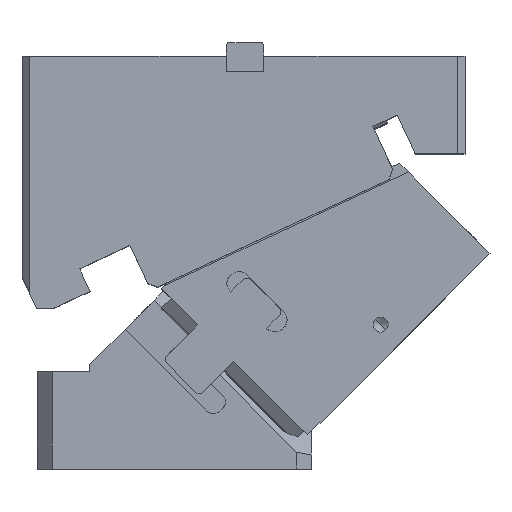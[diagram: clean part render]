
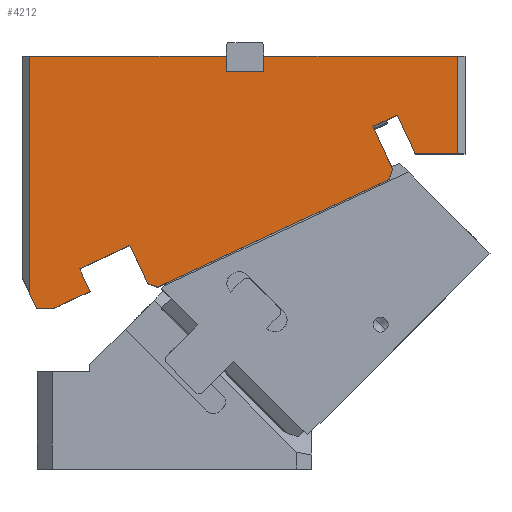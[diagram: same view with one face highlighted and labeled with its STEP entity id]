
A CAD part, top view. The second image highlights one B-rep face of the part: STEP entity #4212.
In plain terms, the highlighted planar face has unit normal (0, 0, 1).
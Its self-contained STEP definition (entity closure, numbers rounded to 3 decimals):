
#124=CARTESIAN_POINT('Vertex',(-255.,200.,55.)) ;
#127=CARTESIAN_POINT('Line Origine',(-189.5,200.,55.)) ;
#131=CARTESIAN_POINT('Vertex',(-124.,200.,55.)) ;
#380=CARTESIAN_POINT('Line Origine',(-124.,195.,55.)) ;
#384=CARTESIAN_POINT('Vertex',(-124.,190.,55.)) ;
#415=CARTESIAN_POINT('Vertex',(-255.,42.303,55.)) ;
#418=CARTESIAN_POINT('Line Origine',(-255.,121.152,55.)) ;
#825=CARTESIAN_POINT('Line Origine',(-111.5,190.,55.)) ;
#829=CARTESIAN_POINT('Vertex',(-99.,190.,55.)) ;
#849=CARTESIAN_POINT('Line Origine',(-99.,195.,55.)) ;
#853=CARTESIAN_POINT('Vertex',(-99.,200.,55.)) ;
#920=CARTESIAN_POINT('Vertex',(-250.196,32.,55.)) ;
#923=CARTESIAN_POINT('Line Origine',(-252.598,37.152,55.)) ;
#1025=CARTESIAN_POINT('Vertex',(-238.976,32.,55.)) ;
#1028=CARTESIAN_POINT('Line Origine',(-244.586,32.,55.)) ;
#1052=CARTESIAN_POINT('Vertex',(-214.658,43.34,55.)) ;
#1055=CARTESIAN_POINT('Line Origine',(-226.817,37.67,55.)) ;
#1113=CARTESIAN_POINT('Line Origine',(-218.143,50.812,55.)) ;
#1117=CARTESIAN_POINT('Vertex',(-221.627,58.283,55.)) ;
#1160=CARTESIAN_POINT('Line Origine',(-18.285,156.978,55.)) ;
#1164=CARTESIAN_POINT('Vertex',(-26.442,153.174,55.)) ;
#1166=CARTESIAN_POINT('Vertex',(-10.128,160.781,55.)) ;
#1264=CARTESIAN_POINT('Line Origine',(-4.117,147.891,55.)) ;
#1268=CARTESIAN_POINT('Vertex',(1.894,135.,55.)) ;
#1308=CARTESIAN_POINT('Vertex',(30.,135.,55.)) ;
#1311=CARTESIAN_POINT('Line Origine',(15.947,135.,55.)) ;
#1491=CARTESIAN_POINT('Vertex',(30.,200.,55.)) ;
#1494=CARTESIAN_POINT('Line Origine',(30.,167.5,55.)) ;
#1518=CARTESIAN_POINT('Line Origine',(-34.5,200.,55.)) ;
#4051=CARTESIAN_POINT('Vertex',(-169.62,46.136,55.)) ;
#4081=CARTESIAN_POINT('Vertex',(-15.548,117.981,55.)) ;
#4084=CARTESIAN_POINT('Line Origine',(-92.584,82.058,55.)) ;
#4140=CARTESIAN_POINT('Axis2P3D Location',(35.,200.,55.)) ;
#4146=CARTESIAN_POINT('Control Point',(-15.5,118.114,55.)) ;
#4147=CARTESIAN_POINT('Control Point',(-15.548,117.981,55.)) ;
#4148=CARTESIAN_POINT('Vertex',(-15.5,118.114,55.)) ;
#4151=CARTESIAN_POINT('Line Origine',(-14.314,121.369,55.)) ;
#4155=CARTESIAN_POINT('Vertex',(-13.129,124.625,55.)) ;
#4158=CARTESIAN_POINT('Line Origine',(-19.786,138.9,55.)) ;
#4163=CARTESIAN_POINT('Line Origine',(-204.86,66.102,55.)) ;
#4167=CARTESIAN_POINT('Vertex',(-188.093,73.92,55.)) ;
#4170=CARTESIAN_POINT('Line Origine',(-182.179,61.237,55.)) ;
#4174=CARTESIAN_POINT('Vertex',(-176.265,48.554,55.)) ;
#4177=CARTESIAN_POINT('Line Origine',(-173.009,47.369,55.)) ;
#4181=CARTESIAN_POINT('Vertex',(-169.753,46.184,55.)) ;
#4185=CARTESIAN_POINT('Control Point',(-169.62,46.136,55.)) ;
#4186=CARTESIAN_POINT('Control Point',(-169.753,46.184,55.)) ;
#128=DIRECTION('Vector Direction',(-1.,0.,0.)) ;
#381=DIRECTION('Vector Direction',(0.,1.,0.)) ;
#419=DIRECTION('Vector Direction',(0.,-1.,0.)) ;
#826=DIRECTION('Vector Direction',(1.,0.,0.)) ;
#850=DIRECTION('Vector Direction',(0.,1.,0.)) ;
#924=DIRECTION('Vector Direction',(0.423,-0.906,0.)) ;
#1029=DIRECTION('Vector Direction',(1.,0.,0.)) ;
#1056=DIRECTION('Vector Direction',(-0.906,-0.423,0.)) ;
#1114=DIRECTION('Vector Direction',(-0.423,0.906,0.)) ;
#1161=DIRECTION('Vector Direction',(0.906,0.423,0.)) ;
#1265=DIRECTION('Vector Direction',(0.423,-0.906,0.)) ;
#1312=DIRECTION('Vector Direction',(1.,0.,0.)) ;
#1495=DIRECTION('Vector Direction',(0.,1.,0.)) ;
#1519=DIRECTION('Vector Direction',(-1.,0.,0.)) ;
#4085=DIRECTION('Vector Direction',(0.906,0.423,0.)) ;
#4141=DIRECTION('Axis2P3D Direction',(0.,0.,1.)) ;
#4142=DIRECTION('Axis2P3D XDirection',(1.,0.,0.)) ;
#4152=DIRECTION('Vector Direction',(0.342,0.94,0.)) ;
#4159=DIRECTION('Vector Direction',(-0.423,0.906,0.)) ;
#4164=DIRECTION('Vector Direction',(-0.906,-0.423,0.)) ;
#4171=DIRECTION('Vector Direction',(-0.423,0.906,0.)) ;
#4178=DIRECTION('Vector Direction',(0.94,-0.342,0.)) ;
#4143=AXIS2_PLACEMENT_3D('Plane Axis2P3D',#4140,#4141,#4142) ;
#4189=ORIENTED_EDGE('',*,*,#4088,.T.) ;
#4190=ORIENTED_EDGE('',*,*,#4150,.F.) ;
#4191=ORIENTED_EDGE('',*,*,#4157,.T.) ;
#4192=ORIENTED_EDGE('',*,*,#4162,.T.) ;
#4193=ORIENTED_EDGE('',*,*,#1168,.T.) ;
#4194=ORIENTED_EDGE('',*,*,#1270,.T.) ;
#4195=ORIENTED_EDGE('',*,*,#1315,.T.) ;
#4196=ORIENTED_EDGE('',*,*,#1498,.T.) ;
#4197=ORIENTED_EDGE('',*,*,#1522,.T.) ;
#4198=ORIENTED_EDGE('',*,*,#855,.F.) ;
#4199=ORIENTED_EDGE('',*,*,#831,.F.) ;
#4200=ORIENTED_EDGE('',*,*,#386,.T.) ;
#4201=ORIENTED_EDGE('',*,*,#133,.T.) ;
#4202=ORIENTED_EDGE('',*,*,#422,.T.) ;
#4203=ORIENTED_EDGE('',*,*,#927,.T.) ;
#4204=ORIENTED_EDGE('',*,*,#1032,.T.) ;
#4205=ORIENTED_EDGE('',*,*,#1059,.T.) ;
#4206=ORIENTED_EDGE('',*,*,#1119,.T.) ;
#4207=ORIENTED_EDGE('',*,*,#4169,.F.) ;
#4208=ORIENTED_EDGE('',*,*,#4176,.T.) ;
#4209=ORIENTED_EDGE('',*,*,#4183,.T.) ;
#4210=ORIENTED_EDGE('',*,*,#4187,.F.) ;
#129=VECTOR('Line Direction',#128,1.) ;
#382=VECTOR('Line Direction',#381,1.) ;
#420=VECTOR('Line Direction',#419,1.) ;
#827=VECTOR('Line Direction',#826,1.) ;
#851=VECTOR('Line Direction',#850,1.) ;
#925=VECTOR('Line Direction',#924,1.) ;
#1030=VECTOR('Line Direction',#1029,1.) ;
#1057=VECTOR('Line Direction',#1056,1.) ;
#1115=VECTOR('Line Direction',#1114,1.) ;
#1162=VECTOR('Line Direction',#1161,1.) ;
#1266=VECTOR('Line Direction',#1265,1.) ;
#1313=VECTOR('Line Direction',#1312,1.) ;
#1496=VECTOR('Line Direction',#1495,1.) ;
#1520=VECTOR('Line Direction',#1519,1.) ;
#4086=VECTOR('Line Direction',#4085,1.) ;
#4153=VECTOR('Line Direction',#4152,1.) ;
#4160=VECTOR('Line Direction',#4159,1.) ;
#4165=VECTOR('Line Direction',#4164,1.) ;
#4172=VECTOR('Line Direction',#4171,1.) ;
#4179=VECTOR('Line Direction',#4178,1.) ;
#4212=ADVANCED_FACE('CAM HOLDER',(#4211),#4144,.T.) ;
#4145=B_SPLINE_CURVE_WITH_KNOTS('',1,(#4146,#4147),.UNSPECIFIED.,.F.,.U.,(2,2),(0.,0.141),.UNSPECIFIED.) ;
#4184=B_SPLINE_CURVE_WITH_KNOTS('',1,(#4185,#4186),.UNSPECIFIED.,.F.,.U.,(2,2),(0.,0.141),.UNSPECIFIED.) ;
#133=EDGE_CURVE('',#132,#125,#130,.T.) ;
#386=EDGE_CURVE('',#385,#132,#383,.T.) ;
#422=EDGE_CURVE('',#125,#416,#421,.T.) ;
#831=EDGE_CURVE('',#385,#830,#828,.T.) ;
#855=EDGE_CURVE('',#830,#854,#852,.T.) ;
#927=EDGE_CURVE('',#416,#921,#926,.T.) ;
#1032=EDGE_CURVE('',#921,#1026,#1031,.T.) ;
#1059=EDGE_CURVE('',#1026,#1053,#1058,.F.) ;
#1119=EDGE_CURVE('',#1053,#1118,#1116,.T.) ;
#1168=EDGE_CURVE('',#1165,#1167,#1163,.T.) ;
#1270=EDGE_CURVE('',#1167,#1269,#1267,.T.) ;
#1315=EDGE_CURVE('',#1269,#1309,#1314,.T.) ;
#1498=EDGE_CURVE('',#1309,#1492,#1497,.T.) ;
#1522=EDGE_CURVE('',#1492,#854,#1521,.T.) ;
#4088=EDGE_CURVE('',#4052,#4082,#4087,.T.) ;
#4150=EDGE_CURVE('',#4149,#4082,#4145,.T.) ;
#4157=EDGE_CURVE('',#4149,#4156,#4154,.T.) ;
#4162=EDGE_CURVE('',#4156,#1165,#4161,.T.) ;
#4169=EDGE_CURVE('',#4168,#1118,#4166,.T.) ;
#4176=EDGE_CURVE('',#4168,#4175,#4173,.F.) ;
#4183=EDGE_CURVE('',#4175,#4182,#4180,.T.) ;
#4187=EDGE_CURVE('',#4052,#4182,#4184,.T.) ;
#4188=EDGE_LOOP('',(#4189,#4190,#4191,#4192,#4193,#4194,#4195,#4196,#4197,#4198,#4199,#4200,#4201,#4202,#4203,#4204,#4205,#4206,#4207,#4208,#4209,#4210)) ;
#4211=FACE_OUTER_BOUND('',#4188,.T.) ;
#130=LINE('Line',#127,#129) ;
#383=LINE('Line',#380,#382) ;
#421=LINE('Line',#418,#420) ;
#828=LINE('Line',#825,#827) ;
#852=LINE('Line',#849,#851) ;
#926=LINE('Line',#923,#925) ;
#1031=LINE('Line',#1028,#1030) ;
#1058=LINE('Line',#1055,#1057) ;
#1116=LINE('Line',#1113,#1115) ;
#1163=LINE('Line',#1160,#1162) ;
#1267=LINE('Line',#1264,#1266) ;
#1314=LINE('Line',#1311,#1313) ;
#1497=LINE('Line',#1494,#1496) ;
#1521=LINE('Line',#1518,#1520) ;
#4087=LINE('Line',#4084,#4086) ;
#4154=LINE('Line',#4151,#4153) ;
#4161=LINE('Line',#4158,#4160) ;
#4166=LINE('Line',#4163,#4165) ;
#4173=LINE('Line',#4170,#4172) ;
#4180=LINE('Line',#4177,#4179) ;
#4144=PLANE('Plane',#4143) ;
#125=VERTEX_POINT('',#124) ;
#132=VERTEX_POINT('',#131) ;
#385=VERTEX_POINT('',#384) ;
#416=VERTEX_POINT('',#415) ;
#830=VERTEX_POINT('',#829) ;
#854=VERTEX_POINT('',#853) ;
#921=VERTEX_POINT('',#920) ;
#1026=VERTEX_POINT('',#1025) ;
#1053=VERTEX_POINT('',#1052) ;
#1118=VERTEX_POINT('',#1117) ;
#1165=VERTEX_POINT('',#1164) ;
#1167=VERTEX_POINT('',#1166) ;
#1269=VERTEX_POINT('',#1268) ;
#1309=VERTEX_POINT('',#1308) ;
#1492=VERTEX_POINT('',#1491) ;
#4052=VERTEX_POINT('',#4051) ;
#4082=VERTEX_POINT('',#4081) ;
#4149=VERTEX_POINT('',#4148) ;
#4156=VERTEX_POINT('',#4155) ;
#4168=VERTEX_POINT('',#4167) ;
#4175=VERTEX_POINT('',#4174) ;
#4182=VERTEX_POINT('',#4181) ;
